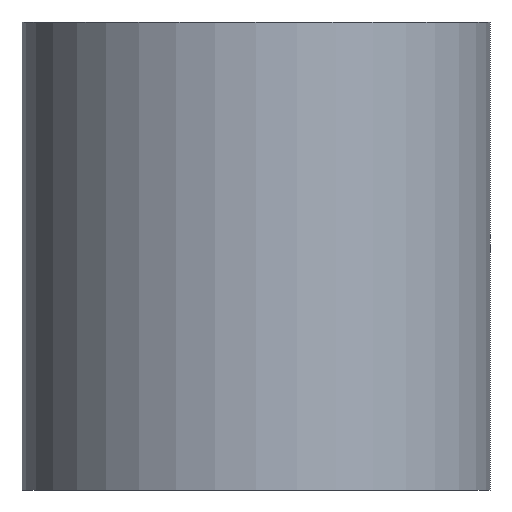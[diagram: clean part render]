
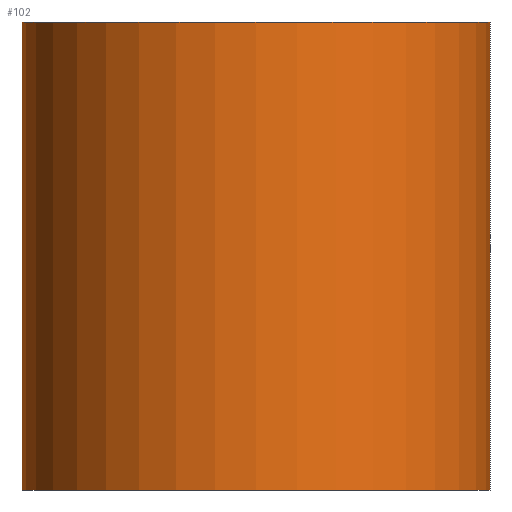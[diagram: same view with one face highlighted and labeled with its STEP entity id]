
A CAD part, front view. The second image highlights one B-rep face of the part: STEP entity #102.
In plain terms, the highlighted cylindrical face has radius 12.7 mm (diameter 25.4 mm), a full revolution.
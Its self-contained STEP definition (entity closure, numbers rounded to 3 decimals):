
#2 = AXIS2_PLACEMENT_3D ( 'NONE', #487, #73, #303 ) ;
#73 = DIRECTION ( 'NONE',  ( 0., 0., -1. ) ) ;
#85 = CARTESIAN_POINT ( 'NONE',  ( 0., 12.7, 0. ) ) ;
#88 = CIRCLE ( 'NONE', #2, 12.7 ) ;
#102 = ADVANCED_FACE ( 'NONE', ( #556, #365 ), #414, .T. ) ;
#115 = EDGE_LOOP ( 'NONE', ( #521 ) ) ;
#127 = CARTESIAN_POINT ( 'NONE',  ( 0., 0., 0. ) ) ;
#176 = DIRECTION ( 'NONE',  ( 0., 0., -1. ) ) ;
#239 = AXIS2_PLACEMENT_3D ( 'NONE', #127, #533, #345 ) ;
#246 = VERTEX_POINT ( 'NONE', #510 ) ;
#303 = DIRECTION ( 'NONE',  ( 0., 1., 0. ) ) ;
#345 = DIRECTION ( 'NONE',  ( 0., -1., 0. ) ) ;
#348 = DIRECTION ( 'NONE',  ( 0., 1., 0. ) ) ;
#355 = EDGE_CURVE ( 'NONE', #439, #439, #88, .T. ) ;
#365 = FACE_OUTER_BOUND ( 'NONE', #368, .T. ) ;
#368 = EDGE_LOOP ( 'NONE', ( #532 ) ) ;
#414 = CYLINDRICAL_SURFACE ( 'NONE', #239, 12.7 ) ;
#437 = EDGE_CURVE ( 'NONE', #246, #246, #588, .T. ) ;
#439 = VERTEX_POINT ( 'NONE', #85 ) ;
#487 = CARTESIAN_POINT ( 'NONE',  ( 0., 0., 0. ) ) ;
#510 = CARTESIAN_POINT ( 'NONE',  ( 0., 12.7, 25.4 ) ) ;
#521 = ORIENTED_EDGE ( 'NONE', *, *, #355, .F. ) ;
#532 = ORIENTED_EDGE ( 'NONE', *, *, #437, .T. ) ;
#533 = DIRECTION ( 'NONE',  ( 0., 0., 1. ) ) ;
#542 = AXIS2_PLACEMENT_3D ( 'NONE', #584, #176, #348 ) ;
#556 = FACE_OUTER_BOUND ( 'NONE', #115, .T. ) ;
#584 = CARTESIAN_POINT ( 'NONE',  ( 0., 0., 25.4 ) ) ;
#588 = CIRCLE ( 'NONE', #542, 12.7 ) ;
